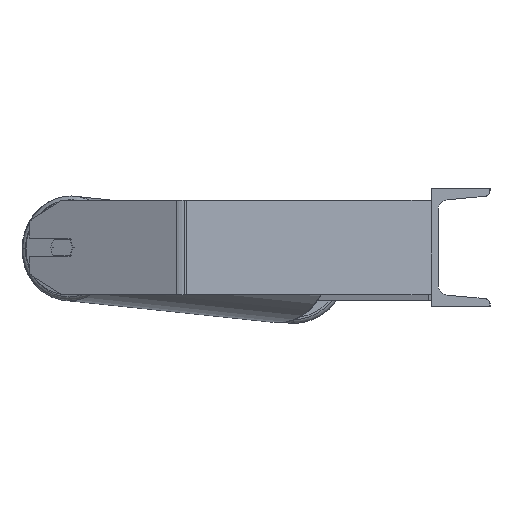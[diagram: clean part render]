
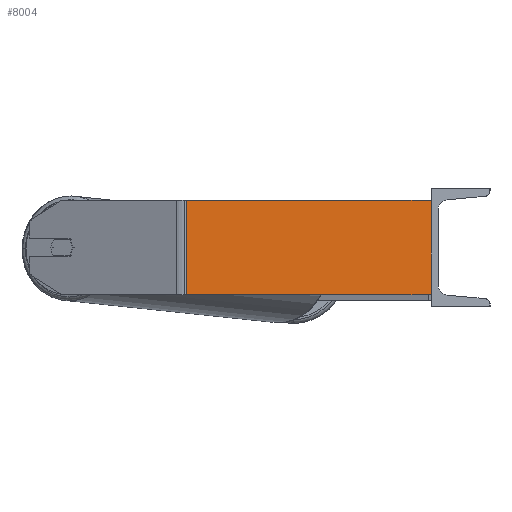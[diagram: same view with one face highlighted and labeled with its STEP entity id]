
A CAD part, left-side view. The second image highlights one B-rep face of the part: STEP entity #8004.
In plain terms, the highlighted planar face has unit normal (-0.996, -0.087, 0).
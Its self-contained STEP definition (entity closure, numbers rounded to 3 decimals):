
#372 = LINE ( 'NONE', #1150, #7917 ) ;
#1112 = DIRECTION ( 'NONE',  ( 0.087, -0.996, 0. ) ) ;
#1150 = CARTESIAN_POINT ( 'NONE',  ( -685., 0., 40. ) ) ;
#1176 = DIRECTION ( 'NONE',  ( 0.996, 0.087, 0. ) ) ;
#1295 = EDGE_CURVE ( 'NONE', #6697, #2281, #3931, .T. ) ;
#1850 = DIRECTION ( 'NONE',  ( 0.087, -0.996, 0. ) ) ;
#2024 = ORIENTED_EDGE ( 'NONE', *, *, #7538, .T. ) ;
#2281 = VERTEX_POINT ( 'NONE', #6441 ) ;
#2489 = LINE ( 'NONE', #5185, #4567 ) ;
#2607 = PLANE ( 'NONE',  #7978 ) ;
#3171 = DIRECTION ( 'NONE',  ( 0., 0., -1. ) ) ;
#3224 = CARTESIAN_POINT ( 'NONE',  ( -703.538, 211.891, -40. ) ) ;
#3255 = VERTEX_POINT ( 'NONE', #5146 ) ;
#3931 = LINE ( 'NONE', #3224, #6698 ) ;
#3967 = DIRECTION ( 'NONE',  ( 0., 0., -1. ) ) ;
#4217 = ORIENTED_EDGE ( 'NONE', *, *, #1295, .T. ) ;
#4268 = VECTOR ( 'NONE', #3171, 1000. ) ;
#4278 = ORIENTED_EDGE ( 'NONE', *, *, #8350, .F. ) ;
#4430 = CARTESIAN_POINT ( 'NONE',  ( -703.164, 207.62, 40. ) ) ;
#4567 = VECTOR ( 'NONE', #1850, 1000. ) ;
#4932 = CARTESIAN_POINT ( 'NONE',  ( -685., 0., 40. ) ) ;
#5146 = CARTESIAN_POINT ( 'NONE',  ( -703.164, 207.62, 40. ) ) ;
#5185 = CARTESIAN_POINT ( 'NONE',  ( -703.538, 211.891, 40. ) ) ;
#5294 = EDGE_CURVE ( 'NONE', #7093, #2281, #372, .T. ) ;
#5347 = DIRECTION ( 'NONE',  ( -0.087, 0.996, 0. ) ) ;
#6439 = CARTESIAN_POINT ( 'NONE',  ( -703.164, 207.62, -40. ) ) ;
#6441 = CARTESIAN_POINT ( 'NONE',  ( -685., 0., -40. ) ) ;
#6697 = VERTEX_POINT ( 'NONE', #6439 ) ;
#6698 = VECTOR ( 'NONE', #1112, 1000. ) ;
#6786 = EDGE_LOOP ( 'NONE', ( #4217, #8178, #4278, #2024 ) ) ;
#7093 = VERTEX_POINT ( 'NONE', #4932 ) ;
#7480 = CARTESIAN_POINT ( 'NONE',  ( -703.538, 211.891, 40. ) ) ;
#7538 = EDGE_CURVE ( 'NONE', #3255, #6697, #8691, .T. ) ;
#7917 = VECTOR ( 'NONE', #3967, 1000. ) ;
#7978 = AXIS2_PLACEMENT_3D ( 'NONE', #7480, #1176, #5347 ) ;
#8004 = ADVANCED_FACE ( 'NONE', ( #8859 ), #2607, .F. ) ;
#8178 = ORIENTED_EDGE ( 'NONE', *, *, #5294, .F. ) ;
#8350 = EDGE_CURVE ( 'NONE', #3255, #7093, #2489, .T. ) ;
#8691 = LINE ( 'NONE', #4430, #4268 ) ;
#8859 = FACE_OUTER_BOUND ( 'NONE', #6786, .T. ) ;
